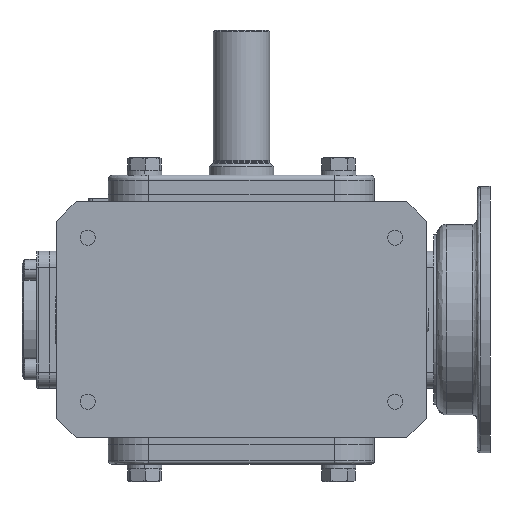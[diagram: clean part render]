
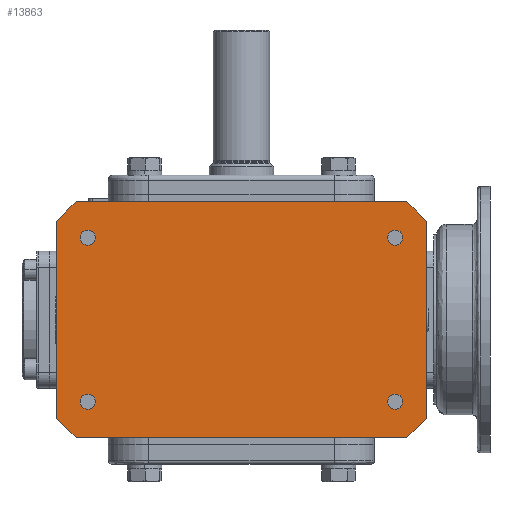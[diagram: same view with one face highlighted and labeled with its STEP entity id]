
A CAD part, front view. The second image highlights one B-rep face of the part: STEP entity #13863.
In plain terms, the highlighted planar face has unit normal (0, -1, 0).
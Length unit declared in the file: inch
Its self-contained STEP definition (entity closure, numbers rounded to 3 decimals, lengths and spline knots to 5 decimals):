
#86 = ORIENTED_EDGE ( 'NONE', *, *, #14174, .T. ) ;
#127 = CARTESIAN_POINT ( 'NONE',  ( -4.50787, -3.5, 2.87402 ) ) ;
#824 = CARTESIAN_POINT ( 'NONE',  ( 3.75, -3.5, 1.816 ) ) ;
#838 = VECTOR ( 'NONE', #14014, 39.37008 ) ;
#869 = ORIENTED_EDGE ( 'NONE', *, *, #3175, .F. ) ;
#1236 = CARTESIAN_POINT ( 'NONE',  ( 3.75, -3.5, -2. ) ) ;
#1463 = AXIS2_PLACEMENT_3D ( 'NONE', #18042, #30788, #4707 ) ;
#1906 = EDGE_CURVE ( 'NONE', #25534, #19265, #16201, .T. ) ;
#2920 = AXIS2_PLACEMENT_3D ( 'NONE', #1236, #22052, #8947 ) ;
#3037 = CARTESIAN_POINT ( 'NONE',  ( 3.75, -3.5, 2. ) ) ;
#3175 = EDGE_CURVE ( 'NONE', #18317, #7753, #29004, .T. ) ;
#3396 = EDGE_CURVE ( 'NONE', #9675, #22215, #30201, .T. ) ;
#3429 = CARTESIAN_POINT ( 'NONE',  ( 3.75, -3.5, 2.184 ) ) ;
#3593 = CARTESIAN_POINT ( 'NONE',  ( -3.75, -3.5, -2. ) ) ;
#4029 = LINE ( 'NONE', #11061, #25042 ) ;
#4061 = DIRECTION ( 'NONE',  ( 0.707, 0., 0.707 ) ) ;
#4396 = CARTESIAN_POINT ( 'NONE',  ( -4.50787, -3.5, -2.87402 ) ) ;
#4454 = LINE ( 'NONE', #8840, #838 ) ;
#4504 = DIRECTION ( 'NONE',  ( 1., 0., 0. ) ) ;
#4707 = DIRECTION ( 'NONE',  ( 0., 0., -1. ) ) ;
#5181 = CIRCLE ( 'NONE', #1463, 0.184 ) ;
#5502 = DIRECTION ( 'NONE',  ( 1., 0., 0. ) ) ;
#5759 = VERTEX_POINT ( 'NONE', #28090 ) ;
#5821 = CARTESIAN_POINT ( 'NONE',  ( -3.75, -3.5, -2. ) ) ;
#5942 = EDGE_LOOP ( 'NONE', ( #21812, #28219 ) ) ;
#5952 = LINE ( 'NONE', #4396, #28571 ) ;
#6198 = DIRECTION ( 'NONE',  ( 0., 1., 0. ) ) ;
#6395 = DIRECTION ( 'NONE',  ( 0., 0., -1. ) ) ;
#6774 = CARTESIAN_POINT ( 'NONE',  ( -3.75, -3.5, 2.184 ) ) ;
#7309 = EDGE_CURVE ( 'NONE', #9285, #33094, #5952, .T. ) ;
#7343 = DIRECTION ( 'NONE',  ( 0.707, 0., 0.707 ) ) ;
#7450 = ORIENTED_EDGE ( 'NONE', *, *, #21857, .T. ) ;
#7501 = EDGE_CURVE ( 'NONE', #28848, #8988, #32195, .T. ) ;
#7753 = VERTEX_POINT ( 'NONE', #26711 ) ;
#7811 = CARTESIAN_POINT ( 'NONE',  ( -3.75, -3.5, -2.184 ) ) ;
#7854 = CIRCLE ( 'NONE', #2920, 0.184 ) ;
#8053 = AXIS2_PLACEMENT_3D ( 'NONE', #28455, #12835, #12949 ) ;
#8131 = EDGE_LOOP ( 'NONE', ( #21769, #29094 ) ) ;
#8700 = FACE_BOUND ( 'NONE', #5942, .T. ) ;
#8840 = CARTESIAN_POINT ( 'NONE',  ( 4.50787, -3.5, 2.87402 ) ) ;
#8947 = DIRECTION ( 'NONE',  ( 0., 0., -1. ) ) ;
#8988 = VERTEX_POINT ( 'NONE', #824 ) ;
#9024 = CARTESIAN_POINT ( 'NONE',  ( -3.75, -3.5, 1.816 ) ) ;
#9285 = VERTEX_POINT ( 'NONE', #15960 ) ;
#9303 = CARTESIAN_POINT ( 'NONE',  ( -4.03543, -3.5, 2.87402 ) ) ;
#9365 = DIRECTION ( 'NONE',  ( 0.707, 0., -0.707 ) ) ;
#9675 = VERTEX_POINT ( 'NONE', #16718 ) ;
#9705 = EDGE_CURVE ( 'NONE', #13550, #7753, #4454, .T. ) ;
#9956 = EDGE_CURVE ( 'NONE', #9675, #11823, #25029, .T. ) ;
#10398 = CARTESIAN_POINT ( 'NONE',  ( 4.50787, -3.5, -2.40157 ) ) ;
#11014 = AXIS2_PLACEMENT_3D ( 'NONE', #3037, #18520, #21125 ) ;
#11061 = CARTESIAN_POINT ( 'NONE',  ( -4.50787, -3.5, -2.40157 ) ) ;
#11080 = CARTESIAN_POINT ( 'NONE',  ( 3.75, -3.5, -2. ) ) ;
#11423 = EDGE_CURVE ( 'NONE', #5759, #18384, #7854, .T. ) ;
#11582 = ORIENTED_EDGE ( 'NONE', *, *, #3396, .T. ) ;
#11651 = LINE ( 'NONE', #23329, #27060 ) ;
#11823 = VERTEX_POINT ( 'NONE', #9303 ) ;
#12150 = CIRCLE ( 'NONE', #20050, 0.184 ) ;
#12835 = DIRECTION ( 'NONE',  ( 0., -1., 0. ) ) ;
#12949 = DIRECTION ( 'NONE',  ( 0., 0., -1. ) ) ;
#13194 = VECTOR ( 'NONE', #18192, 39.37008 ) ;
#13419 = ORIENTED_EDGE ( 'NONE', *, *, #7501, .T. ) ;
#13550 = VERTEX_POINT ( 'NONE', #10398 ) ;
#13586 = DIRECTION ( 'NONE',  ( 0., 1., 0. ) ) ;
#13694 = DIRECTION ( 'NONE',  ( 0., 0., -1. ) ) ;
#13793 = ORIENTED_EDGE ( 'NONE', *, *, #7309, .T. ) ;
#13863 = ADVANCED_FACE ( 'NONE', ( #29283, #30098, #8700, #14735, #22422 ), #20548, .T. ) ;
#13865 = CIRCLE ( 'NONE', #14335, 0.184 ) ;
#14014 = DIRECTION ( 'NONE',  ( 0., 0., 1. ) ) ;
#14086 = ORIENTED_EDGE ( 'NONE', *, *, #9956, .F. ) ;
#14174 = EDGE_CURVE ( 'NONE', #19265, #25534, #13865, .T. ) ;
#14315 = DIRECTION ( 'NONE',  ( 0., 0., -1. ) ) ;
#14335 = AXIS2_PLACEMENT_3D ( 'NONE', #3593, #6198, #14315 ) ;
#14735 = FACE_BOUND ( 'NONE', #23616, .T. ) ;
#14898 = CARTESIAN_POINT ( 'NONE',  ( -3.75, -3.5, -1.816 ) ) ;
#15348 = EDGE_CURVE ( 'NONE', #8988, #28848, #31276, .T. ) ;
#15476 = ORIENTED_EDGE ( 'NONE', *, *, #1906, .T. ) ;
#15759 = EDGE_LOOP ( 'NONE', ( #86, #15476 ) ) ;
#15960 = CARTESIAN_POINT ( 'NONE',  ( -4.03543, -3.5, -2.87402 ) ) ;
#15975 = EDGE_CURVE ( 'NONE', #17190, #30560, #12150, .T. ) ;
#16201 = CIRCLE ( 'NONE', #16326, 0.184 ) ;
#16275 = EDGE_CURVE ( 'NONE', #22215, #9285, #4029, .T. ) ;
#16326 = AXIS2_PLACEMENT_3D ( 'NONE', #5821, #13586, #13694 ) ;
#16606 = EDGE_CURVE ( 'NONE', #30560, #17190, #5181, .T. ) ;
#16718 = CARTESIAN_POINT ( 'NONE',  ( -4.50787, -3.5, 2.40157 ) ) ;
#16763 = EDGE_CURVE ( 'NONE', #11823, #18317, #11651, .T. ) ;
#16840 = CARTESIAN_POINT ( 'NONE',  ( 4.50787, -3.5, -2.40157 ) ) ;
#17190 = VERTEX_POINT ( 'NONE', #6774 ) ;
#18042 = CARTESIAN_POINT ( 'NONE',  ( -3.75, -3.5, 2. ) ) ;
#18189 = DIRECTION ( 'NONE',  ( 0., 1., 0. ) ) ;
#18192 = DIRECTION ( 'NONE',  ( 0., 0., -1. ) ) ;
#18317 = VERTEX_POINT ( 'NONE', #27957 ) ;
#18384 = VERTEX_POINT ( 'NONE', #33134 ) ;
#18461 = VECTOR ( 'NONE', #4061, 39.37008 ) ;
#18520 = DIRECTION ( 'NONE',  ( 0., 1., 0. ) ) ;
#19117 = ORIENTED_EDGE ( 'NONE', *, *, #16763, .F. ) ;
#19221 = DIRECTION ( 'NONE',  ( 0., 1., 0. ) ) ;
#19265 = VERTEX_POINT ( 'NONE', #7811 ) ;
#20050 = AXIS2_PLACEMENT_3D ( 'NONE', #22096, #24556, #6395 ) ;
#20433 = CARTESIAN_POINT ( 'NONE',  ( -4.03543, -3.5, 2.87402 ) ) ;
#20455 = EDGE_CURVE ( 'NONE', #18384, #5759, #24992, .T. ) ;
#20548 = PLANE ( 'NONE',  #8053 ) ;
#20682 = DIRECTION ( 'NONE',  ( 0., 0., -1. ) ) ;
#21069 = CARTESIAN_POINT ( 'NONE',  ( -4.50787, -3.5, -2.40157 ) ) ;
#21125 = DIRECTION ( 'NONE',  ( 0., 0., -1. ) ) ;
#21769 = ORIENTED_EDGE ( 'NONE', *, *, #11423, .T. ) ;
#21812 = ORIENTED_EDGE ( 'NONE', *, *, #16606, .T. ) ;
#21857 = EDGE_CURVE ( 'NONE', #33094, #13550, #29383, .T. ) ;
#21952 = ORIENTED_EDGE ( 'NONE', *, *, #16275, .T. ) ;
#22052 = DIRECTION ( 'NONE',  ( 0., 1., 0. ) ) ;
#22096 = CARTESIAN_POINT ( 'NONE',  ( -3.75, -3.5, 2. ) ) ;
#22215 = VERTEX_POINT ( 'NONE', #21069 ) ;
#22422 = FACE_BOUND ( 'NONE', #8131, .T. ) ;
#23329 = CARTESIAN_POINT ( 'NONE',  ( -4.50787, -3.5, 2.87402 ) ) ;
#23616 = EDGE_LOOP ( 'NONE', ( #30873, #13419 ) ) ;
#23751 = VECTOR ( 'NONE', #9365, 39.37008 ) ;
#24556 = DIRECTION ( 'NONE',  ( 0., 1., 0. ) ) ;
#24992 = CIRCLE ( 'NONE', #31437, 0.184 ) ;
#25029 = LINE ( 'NONE', #20433, #28696 ) ;
#25042 = VECTOR ( 'NONE', #26638, 39.37008 ) ;
#25534 = VERTEX_POINT ( 'NONE', #14898 ) ;
#25537 = CARTESIAN_POINT ( 'NONE',  ( 4.03543, -3.5, -2.87402 ) ) ;
#26492 = AXIS2_PLACEMENT_3D ( 'NONE', #28480, #18189, #20682 ) ;
#26638 = DIRECTION ( 'NONE',  ( 0.707, 0., -0.707 ) ) ;
#26711 = CARTESIAN_POINT ( 'NONE',  ( 4.50787, -3.5, 2.40157 ) ) ;
#27060 = VECTOR ( 'NONE', #5502, 39.37008 ) ;
#27104 = EDGE_LOOP ( 'NONE', ( #11582, #21952, #13793, #7450, #32951, #869, #19117, #14086 ) ) ;
#27957 = CARTESIAN_POINT ( 'NONE',  ( 4.03543, -3.5, 2.87402 ) ) ;
#28090 = CARTESIAN_POINT ( 'NONE',  ( 3.75, -3.5, -2.184 ) ) ;
#28219 = ORIENTED_EDGE ( 'NONE', *, *, #15975, .T. ) ;
#28455 = CARTESIAN_POINT ( 'NONE',  ( -4.50787, -3.5, 3.12992 ) ) ;
#28480 = CARTESIAN_POINT ( 'NONE',  ( 3.75, -3.5, 2. ) ) ;
#28571 = VECTOR ( 'NONE', #4504, 39.37008 ) ;
#28696 = VECTOR ( 'NONE', #7343, 39.37008 ) ;
#28848 = VERTEX_POINT ( 'NONE', #3429 ) ;
#29004 = LINE ( 'NONE', #32501, #23751 ) ;
#29094 = ORIENTED_EDGE ( 'NONE', *, *, #20455, .T. ) ;
#29283 = FACE_OUTER_BOUND ( 'NONE', #27104, .T. ) ;
#29383 = LINE ( 'NONE', #16840, #18461 ) ;
#30037 = DIRECTION ( 'NONE',  ( 0., 0., -1. ) ) ;
#30098 = FACE_BOUND ( 'NONE', #15759, .T. ) ;
#30201 = LINE ( 'NONE', #127, #13194 ) ;
#30560 = VERTEX_POINT ( 'NONE', #9024 ) ;
#30788 = DIRECTION ( 'NONE',  ( 0., 1., 0. ) ) ;
#30873 = ORIENTED_EDGE ( 'NONE', *, *, #15348, .T. ) ;
#31276 = CIRCLE ( 'NONE', #26492, 0.184 ) ;
#31437 = AXIS2_PLACEMENT_3D ( 'NONE', #11080, #19221, #30037 ) ;
#32195 = CIRCLE ( 'NONE', #11014, 0.184 ) ;
#32501 = CARTESIAN_POINT ( 'NONE',  ( 4.03543, -3.5, 2.87402 ) ) ;
#32951 = ORIENTED_EDGE ( 'NONE', *, *, #9705, .T. ) ;
#33094 = VERTEX_POINT ( 'NONE', #25537 ) ;
#33134 = CARTESIAN_POINT ( 'NONE',  ( 3.75, -3.5, -1.816 ) ) ;
